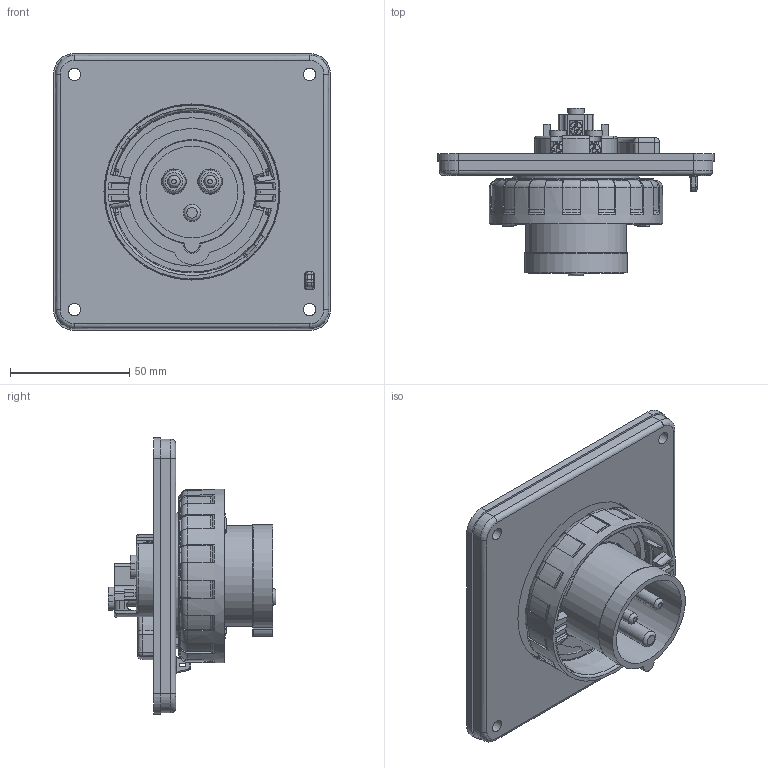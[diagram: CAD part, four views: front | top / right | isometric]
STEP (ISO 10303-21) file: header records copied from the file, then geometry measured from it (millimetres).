
FILE_DESCRIPTION(/* description */ (''),/* implementation_level */ '2;1');
FILE_NAME(/* name */ '4003580.stp',/* time_stamp */ '2019-03-01T11:16:49+01:00',/* author */ (''),/* organization */ (''),/* preprocessor_version */ 'ST-DEVELOPER v16.7',/* originating_system */ 'SIEMENS PLM Software NX 12.0',/* authorisation */ '');
FILE_SCHEMA (('AUTOMOTIVE_DESIGN { 1 0 10303 214 3 1 1 1 }'));
Products named in the file (1): bsom23CC53FBp0xw
Bounding box: 116 x 70.2 x 116 mm (x, y, z)
Volume: 111012.6 mm3; surface area: 98924.1 mm2
Topology: 14 solids, 14 shells, 1605 faces, 4105 edges, 2572 vertices
Faces by surface type: plane 665, cylinder 349, bspline 333, torus 138, cone 74, sphere 46
Full cylindrical faces by diameter (mm): 1.8 x2, 1.875 x2, 2.5 x2, 2.7 x2, 2.8 x3, 3.5 x5, 3.6 x2, 3.7 x1, 4 x1, 4.3 x2, 4.4 x2, 5 x2, 5.1 x4, 5.3 x2, 5.8 x3, 7 x3, 7.3 x3, 8 x1, 8.3 x1, 10 x2, 11 x1, 35 x1, 38.3 x1, 42.1 x1, 42.2 x1, 47.6 x1, 53 x2, 62.1 x1, 73.7 x1
Entity records: 68796 total; most frequent: CARTESIAN_POINT 33173, ORIENTED_EDGE 7754, DIRECTION 6717, EDGE_CURVE 3877, AXIS2_PLACEMENT_3D 2553, VERTEX_POINT 2506, EDGE_LOOP 1864, LINE 1611
